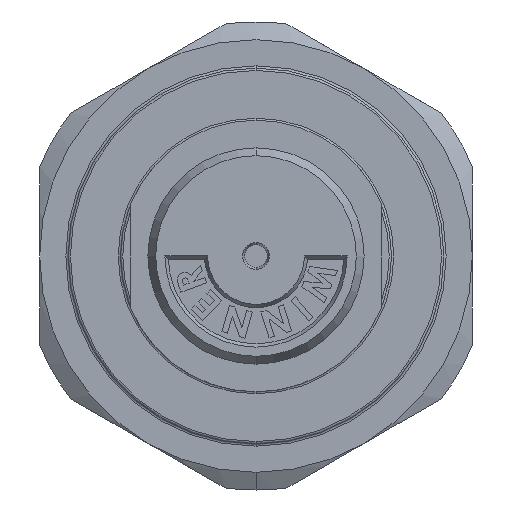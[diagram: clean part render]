
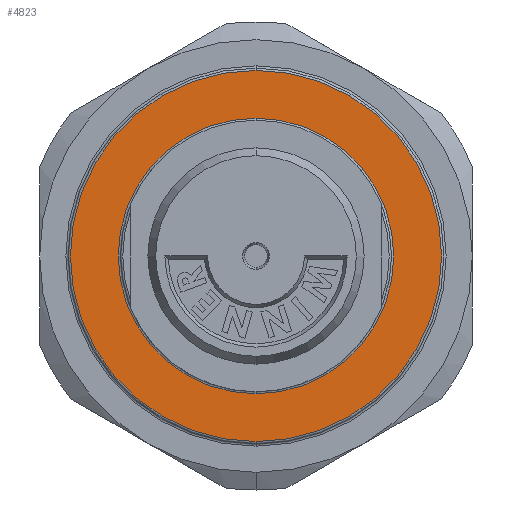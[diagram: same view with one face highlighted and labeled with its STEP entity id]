
A CAD part, left-side view. The second image highlights one B-rep face of the part: STEP entity #4823.
In plain terms, the highlighted planar face has unit normal (-1, 0, 0).
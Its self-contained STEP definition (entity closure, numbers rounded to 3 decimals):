
#353 = FACE_BOUND ( 'NONE', #2301, .T. ) ;
#376 = AXIS2_PLACEMENT_3D ( 'NONE', #7674, #3188, #4682 ) ;
#380 = CIRCLE ( 'NONE', #2189, 16.3 ) ;
#631 = DIRECTION ( 'NONE',  ( -1., 0., 0. ) ) ;
#1320 = CARTESIAN_POINT ( 'NONE',  ( -76.418, 0., 0. ) ) ;
#1423 = DIRECTION ( 'NONE',  ( 0., 0., 1. ) ) ;
#1669 = CIRCLE ( 'NONE', #1712, 12.1 ) ;
#1712 = AXIS2_PLACEMENT_3D ( 'NONE', #1320, #2072, #1423 ) ;
#1878 = DIRECTION ( 'NONE',  ( -1., 0., 0. ) ) ;
#1921 = AXIS2_PLACEMENT_3D ( 'NONE', #8425, #9245, #6228 ) ;
#1989 = ORIENTED_EDGE ( 'NONE', *, *, #6732, .T. ) ;
#2072 = DIRECTION ( 'NONE',  ( 1., 0., 0. ) ) ;
#2189 = AXIS2_PLACEMENT_3D ( 'NONE', #9569, #631, #5861 ) ;
#2301 = EDGE_LOOP ( 'NONE', ( #6148, #3133 ) ) ;
#2382 = CIRCLE ( 'NONE', #7702, 16.3 ) ;
#3088 = VERTEX_POINT ( 'NONE', #4383 ) ;
#3133 = ORIENTED_EDGE ( 'NONE', *, *, #7684, .T. ) ;
#3188 = DIRECTION ( 'NONE',  ( 1., 0., 0. ) ) ;
#3189 = PLANE ( 'NONE',  #1921 ) ;
#3248 = EDGE_CURVE ( 'NONE', #8394, #7361, #1669, .T. ) ;
#4124 = DIRECTION ( 'NONE',  ( 0., 0., 1. ) ) ;
#4137 = CARTESIAN_POINT ( 'NONE',  ( -76.418, 0., -12.1 ) ) ;
#4383 = CARTESIAN_POINT ( 'NONE',  ( -76.418, 0., 16.3 ) ) ;
#4464 = CIRCLE ( 'NONE', #376, 12.1 ) ;
#4494 = CARTESIAN_POINT ( 'NONE',  ( -76.418, 0., 12.1 ) ) ;
#4682 = DIRECTION ( 'NONE',  ( 0., 0., 1. ) ) ;
#4823 = ADVANCED_FACE ( 'NONE', ( #9262, #353 ), #3189, .T. ) ;
#5861 = DIRECTION ( 'NONE',  ( 0., 0., 1. ) ) ;
#6148 = ORIENTED_EDGE ( 'NONE', *, *, #3248, .T. ) ;
#6228 = DIRECTION ( 'NONE',  ( 0., 0., 1. ) ) ;
#6297 = EDGE_CURVE ( 'NONE', #3088, #8407, #2382, .T. ) ;
#6732 = EDGE_CURVE ( 'NONE', #8407, #3088, #380, .T. ) ;
#6817 = ORIENTED_EDGE ( 'NONE', *, *, #6297, .T. ) ;
#6832 = EDGE_LOOP ( 'NONE', ( #6817, #1989 ) ) ;
#7361 = VERTEX_POINT ( 'NONE', #4137 ) ;
#7462 = CARTESIAN_POINT ( 'NONE',  ( -76.418, 0., -16.3 ) ) ;
#7674 = CARTESIAN_POINT ( 'NONE',  ( -76.418, 0., 0. ) ) ;
#7684 = EDGE_CURVE ( 'NONE', #7361, #8394, #4464, .T. ) ;
#7702 = AXIS2_PLACEMENT_3D ( 'NONE', #8616, #1878, #4124 ) ;
#8394 = VERTEX_POINT ( 'NONE', #4494 ) ;
#8407 = VERTEX_POINT ( 'NONE', #7462 ) ;
#8425 = CARTESIAN_POINT ( 'NONE',  ( -76.418, 0., 0. ) ) ;
#8616 = CARTESIAN_POINT ( 'NONE',  ( -76.418, 0., 0. ) ) ;
#9245 = DIRECTION ( 'NONE',  ( -1., 0., 0. ) ) ;
#9262 = FACE_OUTER_BOUND ( 'NONE', #6832, .T. ) ;
#9569 = CARTESIAN_POINT ( 'NONE',  ( -76.418, 0., 0. ) ) ;
